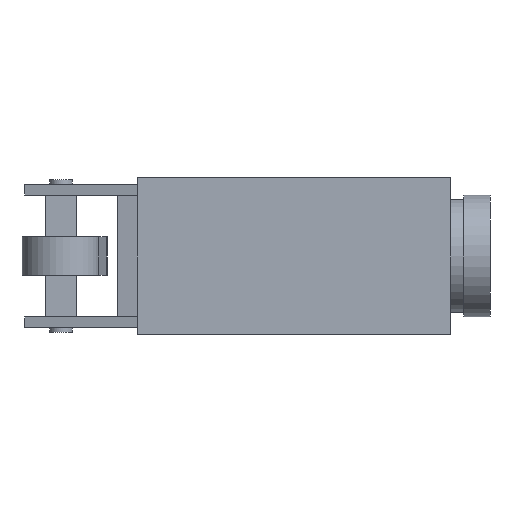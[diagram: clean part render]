
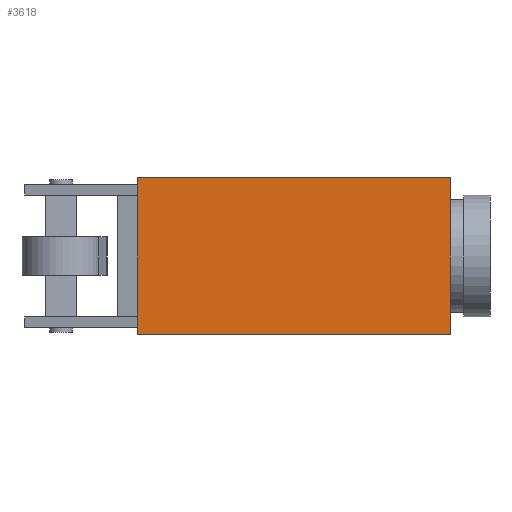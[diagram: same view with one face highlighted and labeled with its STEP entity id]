
A CAD part, front view. The second image highlights one B-rep face of the part: STEP entity #3618.
In plain terms, the highlighted planar face has unit normal (0, -1, 0).
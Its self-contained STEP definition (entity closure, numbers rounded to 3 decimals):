
#290=ORIENTED_EDGE('',*,*,#1317,.T.);
#291=ORIENTED_EDGE('',*,*,#1318,.F.);
#292=ORIENTED_EDGE('',*,*,#1319,.F.);
#293=ORIENTED_EDGE('',*,*,#1308,.T.);
#1308=EDGE_CURVE('',#1821,#1820,#2179,.T.);
#1317=EDGE_CURVE('',#1820,#1826,#2188,.T.);
#1318=EDGE_CURVE('',#1827,#1826,#2189,.T.);
#1319=EDGE_CURVE('',#1821,#1827,#2190,.T.);
#1820=VERTEX_POINT('',#5345);
#1821=VERTEX_POINT('',#5347);
#1826=VERTEX_POINT('',#5362);
#1827=VERTEX_POINT('',#5364);
#2179=LINE('',#5346,#2579);
#2188=LINE('',#5361,#2588);
#2189=LINE('',#5363,#2589);
#2190=LINE('',#5365,#2590);
#2579=VECTOR('',#4263,1000.);
#2588=VECTOR('',#4274,1000.);
#2589=VECTOR('',#4275,1000.);
#2590=VECTOR('',#4276,1000.);
#2949=EDGE_LOOP('',(#290,#291,#292,#293));
#3213=FACE_BOUND('',#2949,.T.);
#3470=PLANE('',#3871);
#3618=ADVANCED_FACE('',(#3213),#3470,.F.);
#3871=AXIS2_PLACEMENT_3D('',#5360,#4272,#4273);
#4263=DIRECTION('',(0.,0.,-1.));
#4272=DIRECTION('',(0.,1.,0.));
#4273=DIRECTION('',(0.,0.,1.));
#4274=DIRECTION('',(1.,0.,0.));
#4275=DIRECTION('',(0.,0.,-1.));
#4276=DIRECTION('',(1.,0.,0.));
#5345=CARTESIAN_POINT('',(-18.,0.,-9.));
#5346=CARTESIAN_POINT('',(-18.,0.,9.));
#5347=CARTESIAN_POINT('',(-18.,0.,9.));
#5360=CARTESIAN_POINT('',(-18.,0.,9.));
#5361=CARTESIAN_POINT('',(-18.,0.,-9.));
#5362=CARTESIAN_POINT('',(18.,0.,-9.));
#5363=CARTESIAN_POINT('',(18.,0.,9.));
#5364=CARTESIAN_POINT('',(18.,0.,9.));
#5365=CARTESIAN_POINT('',(-18.,0.,9.));
